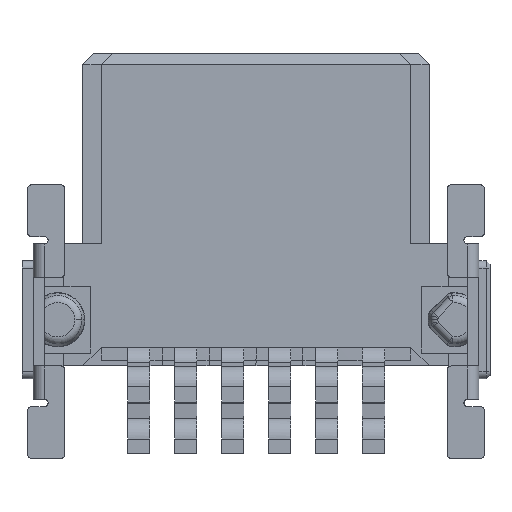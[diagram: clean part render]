
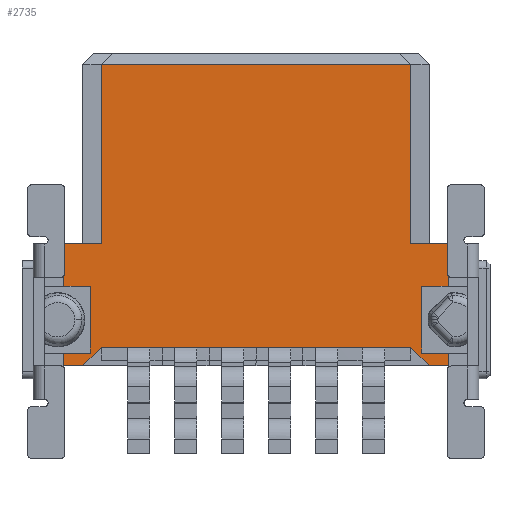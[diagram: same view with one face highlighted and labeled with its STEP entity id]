
A CAD part, front view. The second image highlights one B-rep face of the part: STEP entity #2735.
In plain terms, the highlighted planar face has unit normal (0, -1, 0).
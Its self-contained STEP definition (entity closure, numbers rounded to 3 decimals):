
#2612=AXIS2_PLACEMENT_3D('Plane Axis2P3D',#2609,#2610,#2611) ;
#636=CARTESIAN_POINT('Vertex',(1.115,1.373,5.8)) ;
#639=CARTESIAN_POINT('Line Origine',(1.63,1.373,5.8)) ;
#643=CARTESIAN_POINT('Vertex',(2.145,1.373,5.8)) ;
#775=CARTESIAN_POINT('Vertex',(10.515,1.373,5.8)) ;
#778=CARTESIAN_POINT('Line Origine',(11.03,1.373,5.8)) ;
#782=CARTESIAN_POINT('Vertex',(11.545,1.373,5.8)) ;
#1644=CARTESIAN_POINT('Vertex',(1.115,1.373,2.85)) ;
#1649=CARTESIAN_POINT('Line Origine',(1.48,1.373,2.85)) ;
#1653=CARTESIAN_POINT('Vertex',(1.845,1.373,2.85)) ;
#1936=CARTESIAN_POINT('Vertex',(1.115,1.373,4.65)) ;
#1948=CARTESIAN_POINT('Vertex',(1.845,1.373,4.65)) ;
#1951=CARTESIAN_POINT('Line Origine',(1.48,1.373,4.65)) ;
#2596=CARTESIAN_POINT('Line Origine',(1.115,1.373,5.225)) ;
#2609=CARTESIAN_POINT('Axis2P3D Location',(0.815,1.373,10.85)) ;
#2614=CARTESIAN_POINT('Line Origine',(6.33,1.373,3.)) ;
#2618=CARTESIAN_POINT('Vertex',(10.515,1.373,3.)) ;
#2620=CARTESIAN_POINT('Vertex',(2.145,1.373,3.)) ;
#2623=CARTESIAN_POINT('Line Origine',(10.765,1.373,2.75)) ;
#2627=CARTESIAN_POINT('Vertex',(11.015,1.373,2.5)) ;
#2630=CARTESIAN_POINT('Line Origine',(11.28,1.373,2.5)) ;
#2634=CARTESIAN_POINT('Vertex',(11.545,1.373,2.5)) ;
#2637=CARTESIAN_POINT('Line Origine',(11.545,1.373,2.675)) ;
#2641=CARTESIAN_POINT('Vertex',(11.545,1.373,2.85)) ;
#2644=CARTESIAN_POINT('Line Origine',(11.18,1.373,2.85)) ;
#2648=CARTESIAN_POINT('Vertex',(10.815,1.373,2.85)) ;
#2651=CARTESIAN_POINT('Line Origine',(10.815,1.373,3.75)) ;
#2655=CARTESIAN_POINT('Vertex',(10.815,1.373,4.65)) ;
#2658=CARTESIAN_POINT('Line Origine',(11.18,1.373,4.65)) ;
#2662=CARTESIAN_POINT('Vertex',(11.545,1.373,4.65)) ;
#2665=CARTESIAN_POINT('Line Origine',(11.545,1.373,5.225)) ;
#2670=CARTESIAN_POINT('Line Origine',(10.515,1.373,8.225)) ;
#2674=CARTESIAN_POINT('Vertex',(10.515,1.373,10.65)) ;
#2677=CARTESIAN_POINT('Line Origine',(6.33,1.373,10.65)) ;
#2681=CARTESIAN_POINT('Vertex',(2.145,1.373,10.65)) ;
#2684=CARTESIAN_POINT('Line Origine',(2.145,1.373,8.225)) ;
#2689=CARTESIAN_POINT('Line Origine',(1.845,1.373,3.75)) ;
#2694=CARTESIAN_POINT('Line Origine',(1.115,1.373,2.675)) ;
#2698=CARTESIAN_POINT('Vertex',(1.115,1.373,2.5)) ;
#2701=CARTESIAN_POINT('Line Origine',(1.38,1.373,2.5)) ;
#2705=CARTESIAN_POINT('Vertex',(1.645,1.373,2.5)) ;
#2708=CARTESIAN_POINT('Line Origine',(1.895,1.373,2.75)) ;
#640=DIRECTION('Vector Direction',(-1.,0.,0.)) ;
#779=DIRECTION('Vector Direction',(-1.,0.,0.)) ;
#1650=DIRECTION('Vector Direction',(-1.,0.,0.)) ;
#1952=DIRECTION('Vector Direction',(1.,0.,0.)) ;
#2597=DIRECTION('Vector Direction',(0.,0.,-1.)) ;
#2610=DIRECTION('Axis2P3D Direction',(0.,-1.,0.)) ;
#2611=DIRECTION('Axis2P3D XDirection',(0.,0.,-1.)) ;
#2615=DIRECTION('Vector Direction',(-1.,0.,0.)) ;
#2624=DIRECTION('Vector Direction',(0.707,0.,-0.707)) ;
#2631=DIRECTION('Vector Direction',(1.,0.,0.)) ;
#2638=DIRECTION('Vector Direction',(0.,0.,1.)) ;
#2645=DIRECTION('Vector Direction',(-1.,0.,0.)) ;
#2652=DIRECTION('Vector Direction',(0.,0.,1.)) ;
#2659=DIRECTION('Vector Direction',(1.,0.,0.)) ;
#2666=DIRECTION('Vector Direction',(0.,0.,1.)) ;
#2671=DIRECTION('Vector Direction',(0.,0.,1.)) ;
#2678=DIRECTION('Vector Direction',(-1.,0.,0.)) ;
#2685=DIRECTION('Vector Direction',(0.,0.,-1.)) ;
#2690=DIRECTION('Vector Direction',(0.,0.,-1.)) ;
#2695=DIRECTION('Vector Direction',(0.,0.,-1.)) ;
#2702=DIRECTION('Vector Direction',(1.,0.,0.)) ;
#2709=DIRECTION('Vector Direction',(0.707,0.,0.707)) ;
#641=VECTOR('Line Direction',#640,1.) ;
#780=VECTOR('Line Direction',#779,1.) ;
#1651=VECTOR('Line Direction',#1650,1.) ;
#1953=VECTOR('Line Direction',#1952,1.) ;
#2598=VECTOR('Line Direction',#2597,1.) ;
#2616=VECTOR('Line Direction',#2615,1.) ;
#2625=VECTOR('Line Direction',#2624,1.) ;
#2632=VECTOR('Line Direction',#2631,1.) ;
#2639=VECTOR('Line Direction',#2638,1.) ;
#2646=VECTOR('Line Direction',#2645,1.) ;
#2653=VECTOR('Line Direction',#2652,1.) ;
#2660=VECTOR('Line Direction',#2659,1.) ;
#2667=VECTOR('Line Direction',#2666,1.) ;
#2672=VECTOR('Line Direction',#2671,1.) ;
#2679=VECTOR('Line Direction',#2678,1.) ;
#2686=VECTOR('Line Direction',#2685,1.) ;
#2691=VECTOR('Line Direction',#2690,1.) ;
#2696=VECTOR('Line Direction',#2695,1.) ;
#2703=VECTOR('Line Direction',#2702,1.) ;
#2710=VECTOR('Line Direction',#2709,1.) ;
#2714=ORIENTED_EDGE('',*,*,#2622,.F.) ;
#2715=ORIENTED_EDGE('',*,*,#2629,.T.) ;
#2716=ORIENTED_EDGE('',*,*,#2636,.T.) ;
#2717=ORIENTED_EDGE('',*,*,#2643,.T.) ;
#2718=ORIENTED_EDGE('',*,*,#2650,.T.) ;
#2719=ORIENTED_EDGE('',*,*,#2657,.T.) ;
#2720=ORIENTED_EDGE('',*,*,#2664,.T.) ;
#2721=ORIENTED_EDGE('',*,*,#2669,.T.) ;
#2722=ORIENTED_EDGE('',*,*,#784,.T.) ;
#2723=ORIENTED_EDGE('',*,*,#2676,.T.) ;
#2724=ORIENTED_EDGE('',*,*,#2683,.T.) ;
#2725=ORIENTED_EDGE('',*,*,#2688,.T.) ;
#2726=ORIENTED_EDGE('',*,*,#645,.T.) ;
#2727=ORIENTED_EDGE('',*,*,#2600,.T.) ;
#2728=ORIENTED_EDGE('',*,*,#1955,.T.) ;
#2729=ORIENTED_EDGE('',*,*,#2693,.T.) ;
#2730=ORIENTED_EDGE('',*,*,#1655,.T.) ;
#2731=ORIENTED_EDGE('',*,*,#2700,.T.) ;
#2732=ORIENTED_EDGE('',*,*,#2707,.T.) ;
#2733=ORIENTED_EDGE('',*,*,#2712,.T.) ;
#2735=ADVANCED_FACE('Hauptk\X2\00F6\X0\rper',(#2734),#2613,.T.) ;
#645=EDGE_CURVE('',#644,#637,#642,.T.) ;
#784=EDGE_CURVE('',#783,#776,#781,.T.) ;
#1655=EDGE_CURVE('',#1654,#1645,#1652,.T.) ;
#1955=EDGE_CURVE('',#1937,#1949,#1954,.T.) ;
#2600=EDGE_CURVE('',#637,#1937,#2599,.T.) ;
#2622=EDGE_CURVE('',#2619,#2621,#2617,.T.) ;
#2629=EDGE_CURVE('',#2619,#2628,#2626,.T.) ;
#2636=EDGE_CURVE('',#2628,#2635,#2633,.T.) ;
#2643=EDGE_CURVE('',#2635,#2642,#2640,.T.) ;
#2650=EDGE_CURVE('',#2642,#2649,#2647,.T.) ;
#2657=EDGE_CURVE('',#2649,#2656,#2654,.T.) ;
#2664=EDGE_CURVE('',#2656,#2663,#2661,.T.) ;
#2669=EDGE_CURVE('',#2663,#783,#2668,.T.) ;
#2676=EDGE_CURVE('',#776,#2675,#2673,.T.) ;
#2683=EDGE_CURVE('',#2675,#2682,#2680,.T.) ;
#2688=EDGE_CURVE('',#2682,#644,#2687,.T.) ;
#2693=EDGE_CURVE('',#1949,#1654,#2692,.T.) ;
#2700=EDGE_CURVE('',#1645,#2699,#2697,.T.) ;
#2707=EDGE_CURVE('',#2699,#2706,#2704,.T.) ;
#2712=EDGE_CURVE('',#2706,#2621,#2711,.T.) ;
#2713=EDGE_LOOP('',(#2714,#2715,#2716,#2717,#2718,#2719,#2720,#2721,#2722,#2723,#2724,#2725,#2726,#2727,#2728,#2729,#2730,#2731,#2732,#2733)) ;
#2734=FACE_OUTER_BOUND('',#2713,.T.) ;
#642=LINE('Line',#639,#641) ;
#781=LINE('Line',#778,#780) ;
#1652=LINE('Line',#1649,#1651) ;
#1954=LINE('Line',#1951,#1953) ;
#2599=LINE('Line',#2596,#2598) ;
#2617=LINE('Line',#2614,#2616) ;
#2626=LINE('Line',#2623,#2625) ;
#2633=LINE('Line',#2630,#2632) ;
#2640=LINE('Line',#2637,#2639) ;
#2647=LINE('Line',#2644,#2646) ;
#2654=LINE('Line',#2651,#2653) ;
#2661=LINE('Line',#2658,#2660) ;
#2668=LINE('Line',#2665,#2667) ;
#2673=LINE('Line',#2670,#2672) ;
#2680=LINE('Line',#2677,#2679) ;
#2687=LINE('Line',#2684,#2686) ;
#2692=LINE('Line',#2689,#2691) ;
#2697=LINE('Line',#2694,#2696) ;
#2704=LINE('Line',#2701,#2703) ;
#2711=LINE('Line',#2708,#2710) ;
#2613=PLANE('',#2612) ;
#637=VERTEX_POINT('',#636) ;
#644=VERTEX_POINT('',#643) ;
#776=VERTEX_POINT('',#775) ;
#783=VERTEX_POINT('',#782) ;
#1645=VERTEX_POINT('',#1644) ;
#1654=VERTEX_POINT('',#1653) ;
#1937=VERTEX_POINT('',#1936) ;
#1949=VERTEX_POINT('',#1948) ;
#2619=VERTEX_POINT('',#2618) ;
#2621=VERTEX_POINT('',#2620) ;
#2628=VERTEX_POINT('',#2627) ;
#2635=VERTEX_POINT('',#2634) ;
#2642=VERTEX_POINT('',#2641) ;
#2649=VERTEX_POINT('',#2648) ;
#2656=VERTEX_POINT('',#2655) ;
#2663=VERTEX_POINT('',#2662) ;
#2675=VERTEX_POINT('',#2674) ;
#2682=VERTEX_POINT('',#2681) ;
#2699=VERTEX_POINT('',#2698) ;
#2706=VERTEX_POINT('',#2705) ;
